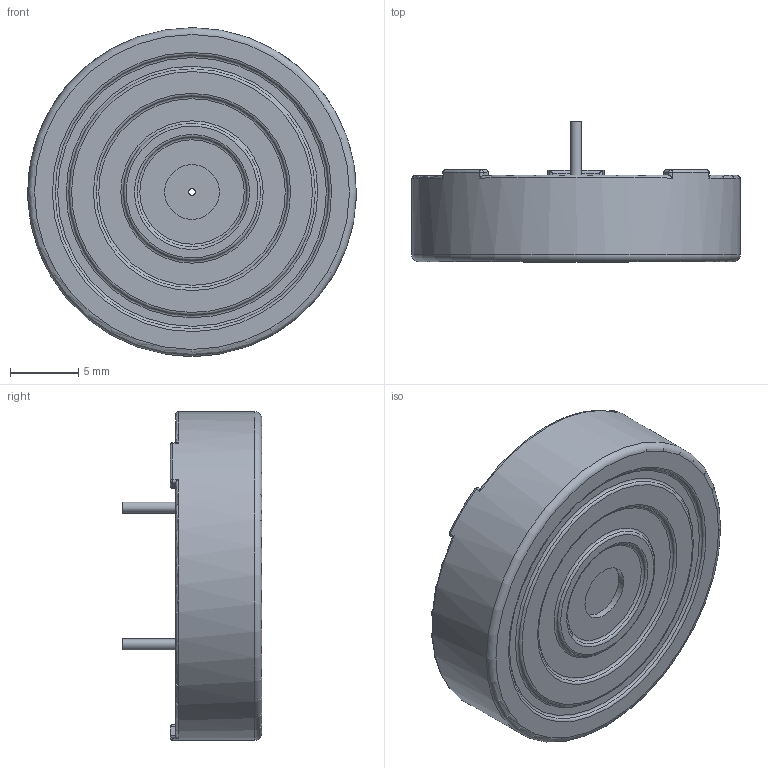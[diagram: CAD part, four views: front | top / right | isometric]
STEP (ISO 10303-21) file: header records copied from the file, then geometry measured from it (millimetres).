
FILE_DESCRIPTION(/* description */ (''),/* implementation_level */ '2;1');
FILE_NAME(/* name */ 'buzzer.step',/* time_stamp */ '2024-06-13T14:29:40+02:00',/* author */ (''),/* organization */ (''),/* preprocessor_version */ 'ST-DEVELOPER v20',/* originating_system */ 'Autodesk Translation Framework v13.14.0.145',/* authorisation */ '');
FILE_SCHEMA (('AUTOMOTIVE_DESIGN { 1 0 10303 214 3 1 1 }'));
Length unit declared in the file: millimetre
Products named in the file (1): (Unsaved)
Bounding box: 24 x 10.2 x 24 mm (x, y, z)
Volume: 526 mm3; surface area: 2687.2 mm2
Topology: 3 solids, 3 shells, 85 faces, 167 edges, 98 vertices
Faces by surface type: plane 28, cylinder 26, torus 23, sphere 8
Full cylindrical faces by diameter (mm): 0.5 x1, 0.8 x2, 4 x1, 15 x1, 17 x1, 21 x1, 22 x1, 23 x1, 24 x1
Entity records: 2400 total; most frequent: CARTESIAN_POINT 559, DIRECTION 424, ORIENTED_EDGE 334, AXIS2_PLACEMENT_3D 187, EDGE_CURVE 167, CIRCLE 101, VERTEX_POINT 98, EDGE_LOOP 97
